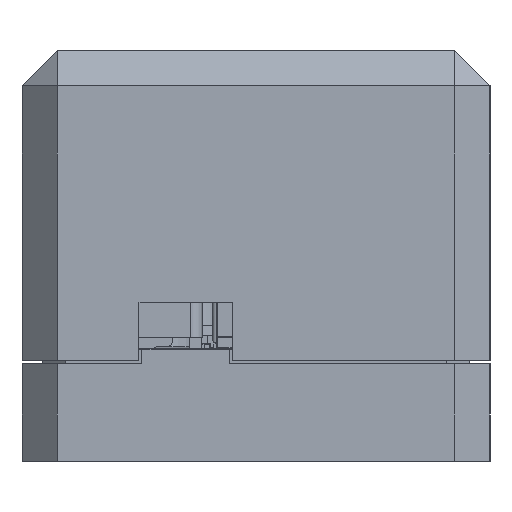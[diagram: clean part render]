
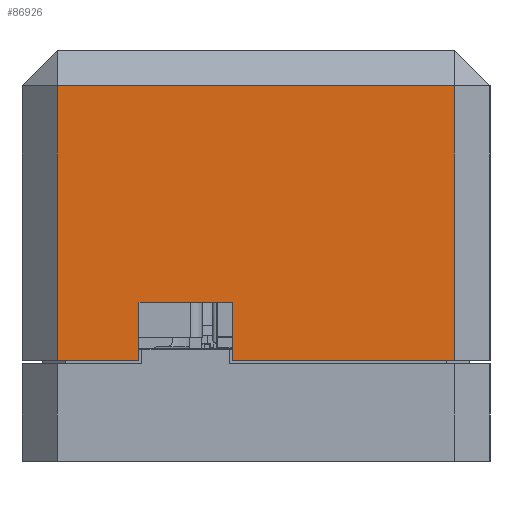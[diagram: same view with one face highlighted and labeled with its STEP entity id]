
A CAD part, left-side view. The second image highlights one B-rep face of the part: STEP entity #86926.
In plain terms, the highlighted planar face has unit normal (-1, 0, 0).
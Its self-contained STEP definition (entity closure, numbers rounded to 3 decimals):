
#6144=PLANE('',#95409);
#13689=LINE('',#156316,#21985);
#13707=LINE('',#156353,#22003);
#14316=LINE('',#157600,#22612);
#14325=LINE('',#157617,#22621);
#14327=LINE('',#157621,#22623);
#14426=LINE('',#157901,#22722);
#14427=LINE('',#157904,#22723);
#14429=LINE('',#157907,#22725);
#21985=VECTOR('',#118036,10.);
#22003=VECTOR('',#118056,10.);
#22612=VECTOR('',#119077,10.);
#22621=VECTOR('',#119096,10.);
#22623=VECTOR('',#119102,10.);
#22722=VECTOR('',#119415,10.);
#22723=VECTOR('',#119418,10.);
#22725=VECTOR('',#119422,10.);
#28958=FACE_OUTER_BOUND('',#34624,.T.);
#34624=EDGE_LOOP('',(#81721,#81722,#81723,#81724,#81725,#81726,#81727,#81728));
#44967=VERTEX_POINT('',#156313);
#44968=VERTEX_POINT('',#156315);
#44985=VERTEX_POINT('',#156350);
#44986=VERTEX_POINT('',#156352);
#45415=VERTEX_POINT('',#157596);
#45418=VERTEX_POINT('',#157613);
#45492=VERTEX_POINT('',#157899);
#45493=VERTEX_POINT('',#157903);
#56781=EDGE_CURVE('',#44967,#44968,#13689,.T.);
#56799=EDGE_CURVE('',#44985,#44986,#13707,.T.);
#57442=EDGE_CURVE('',#45415,#44986,#14316,.T.);
#57451=EDGE_CURVE('',#45418,#44967,#14325,.T.);
#57453=EDGE_CURVE('',#45415,#45418,#14327,.T.);
#57591=EDGE_CURVE('',#44985,#45492,#14426,.T.);
#57592=EDGE_CURVE('',#45493,#44968,#14427,.T.);
#57594=EDGE_CURVE('',#45492,#45493,#14429,.T.);
#81721=ORIENTED_EDGE('',*,*,#57442,.T.);
#81722=ORIENTED_EDGE('',*,*,#56799,.F.);
#81723=ORIENTED_EDGE('',*,*,#57591,.T.);
#81724=ORIENTED_EDGE('',*,*,#57594,.T.);
#81725=ORIENTED_EDGE('',*,*,#57592,.T.);
#81726=ORIENTED_EDGE('',*,*,#56781,.F.);
#81727=ORIENTED_EDGE('',*,*,#57451,.F.);
#81728=ORIENTED_EDGE('',*,*,#57453,.F.);
#86926=ADVANCED_FACE('',(#28958),#6144,.T.);
#95409=AXIS2_PLACEMENT_3D('',#157909,#119425,#119426);
#118036=DIRECTION('',(0.,1.,0.));
#118056=DIRECTION('',(0.,1.,0.));
#119077=DIRECTION('',(0.,0.,-1.));
#119096=DIRECTION('',(0.,0.,-1.));
#119102=DIRECTION('',(0.,-1.,0.));
#119415=DIRECTION('',(0.,0.,1.));
#119418=DIRECTION('',(0.,0.,-1.));
#119422=DIRECTION('',(0.,-1.,0.));
#119425=DIRECTION('center_axis',(-1.,0.,0.));
#119426=DIRECTION('ref_axis',(0.,-1.,0.));
#156313=CARTESIAN_POINT('',(-50.,-17.,8.6));
#156315=CARTESIAN_POINT('',(-50.,2.,8.6));
#156316=CARTESIAN_POINT('',(-50.,20.,8.6));
#156350=CARTESIAN_POINT('',(-50.,10.,8.6));
#156352=CARTESIAN_POINT('',(-50.,17.,8.6));
#156353=CARTESIAN_POINT('',(-50.,20.,8.6));
#157596=CARTESIAN_POINT('',(-50.,17.,32.1));
#157600=CARTESIAN_POINT('',(-50.,17.,9.6));
#157613=CARTESIAN_POINT('',(-50.,-17.,32.1));
#157617=CARTESIAN_POINT('',(-50.,-17.,9.6));
#157621=CARTESIAN_POINT('',(-50.,10.,32.1));
#157899=CARTESIAN_POINT('',(-50.,10.,13.6));
#157901=CARTESIAN_POINT('',(-50.,10.,9.6));
#157903=CARTESIAN_POINT('',(-50.,2.,13.6));
#157904=CARTESIAN_POINT('',(-50.,2.,9.6));
#157907=CARTESIAN_POINT('',(-50.,10.,13.6));
#157909=CARTESIAN_POINT('Origin',(-50.,20.,9.6));
